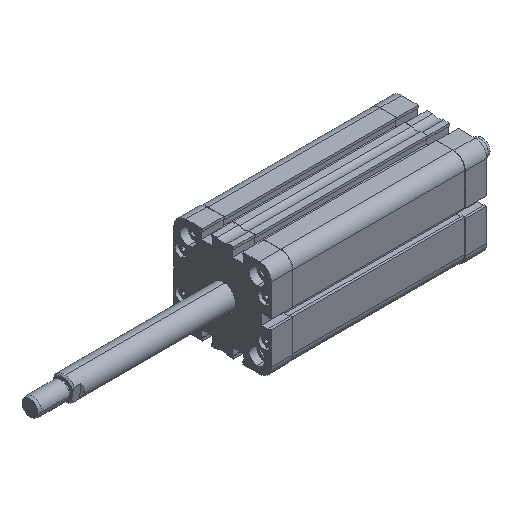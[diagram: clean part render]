
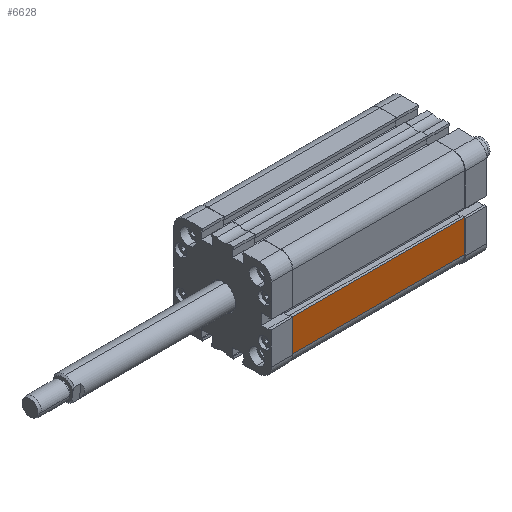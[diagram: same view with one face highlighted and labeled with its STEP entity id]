
A CAD part, isometric view. The second image highlights one B-rep face of the part: STEP entity #6628.
In plain terms, the highlighted planar face has unit normal (0, -1, 0).
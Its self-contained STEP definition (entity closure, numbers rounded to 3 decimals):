
#17 = EDGE_CURVE ( 'NONE', #21712, #13215, #10489, .T. ) ;
#378 = DIRECTION ( 'NONE',  ( -1., 0., 0. ) ) ;
#541 = CARTESIAN_POINT ( 'NONE',  ( 116., -32.5, -32.5 ) ) ;
#1258 = LINE ( 'NONE', #2953, #11413 ) ;
#1360 = VERTEX_POINT ( 'NONE', #5389 ) ;
#1550 = VECTOR ( 'NONE', #378, 1000. ) ;
#1838 = CARTESIAN_POINT ( 'NONE',  ( 116., -32.5, -24.5 ) ) ;
#1842 = EDGE_CURVE ( 'NONE', #1360, #21712, #3983, .T. ) ;
#2592 = AXIS2_PLACEMENT_3D ( 'NONE', #8118, #16696, #13223 ) ;
#2953 = CARTESIAN_POINT ( 'NONE',  ( 116., -32.5, -24.5 ) ) ;
#3561 = VECTOR ( 'NONE', #17659, 1000. ) ;
#3983 = LINE ( 'NONE', #7467, #1550 ) ;
#5389 = CARTESIAN_POINT ( 'NONE',  ( 116., -32.5, -2.8 ) ) ;
#6628 = ADVANCED_FACE ( 'NONE', ( #21988 ), #11313, .F. ) ;
#7024 = CARTESIAN_POINT ( 'NONE',  ( 0., -32.5, -2.8 ) ) ;
#7208 = CARTESIAN_POINT ( 'NONE',  ( 0., -32.5, -32.5 ) ) ;
#7467 = CARTESIAN_POINT ( 'NONE',  ( 116.001, -32.5, -2.8 ) ) ;
#8118 = CARTESIAN_POINT ( 'NONE',  ( 116., -32.5, -32.5 ) ) ;
#8229 = DIRECTION ( 'NONE',  ( 1., 0., 0. ) ) ;
#8675 = EDGE_LOOP ( 'NONE', ( #8911, #18916, #9802, #19900 ) ) ;
#8911 = ORIENTED_EDGE ( 'NONE', *, *, #1842, .T. ) ;
#9802 = ORIENTED_EDGE ( 'NONE', *, *, #13267, .T. ) ;
#10489 = LINE ( 'NONE', #7208, #19393 ) ;
#11313 = PLANE ( 'NONE',  #2592 ) ;
#11413 = VECTOR ( 'NONE', #8229, 1000. ) ;
#11784 = VERTEX_POINT ( 'NONE', #1838 ) ;
#13215 = VERTEX_POINT ( 'NONE', #13324 ) ;
#13223 = DIRECTION ( 'NONE',  ( 0., 0., 1. ) ) ;
#13267 = EDGE_CURVE ( 'NONE', #13215, #11784, #1258, .T. ) ;
#13324 = CARTESIAN_POINT ( 'NONE',  ( 0., -32.5, -24.5 ) ) ;
#13988 = DIRECTION ( 'NONE',  ( 0., 0., -1. ) ) ;
#16696 = DIRECTION ( 'NONE',  ( 0., 1., 0. ) ) ;
#17659 = DIRECTION ( 'NONE',  ( 0., 0., -1. ) ) ;
#18477 = EDGE_CURVE ( 'NONE', #1360, #11784, #19454, .T. ) ;
#18916 = ORIENTED_EDGE ( 'NONE', *, *, #17, .T. ) ;
#19393 = VECTOR ( 'NONE', #13988, 1000. ) ;
#19454 = LINE ( 'NONE', #541, #3561 ) ;
#19900 = ORIENTED_EDGE ( 'NONE', *, *, #18477, .F. ) ;
#21712 = VERTEX_POINT ( 'NONE', #7024 ) ;
#21988 = FACE_OUTER_BOUND ( 'NONE', #8675, .T. ) ;
